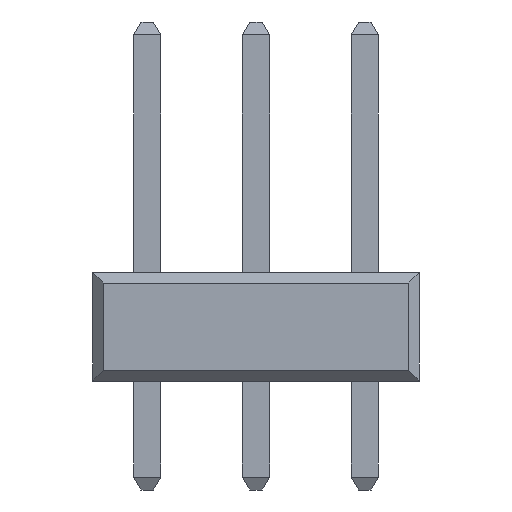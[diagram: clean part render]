
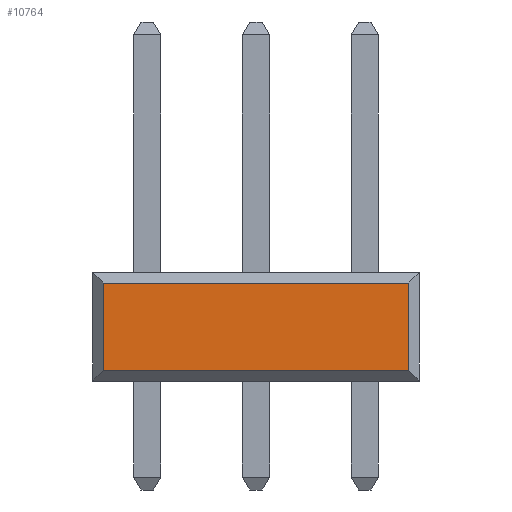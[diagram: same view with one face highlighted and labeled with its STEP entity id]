
A CAD part, left-side view. The second image highlights one B-rep face of the part: STEP entity #10764.
In plain terms, the highlighted planar face has unit normal (-1, 0, 0).
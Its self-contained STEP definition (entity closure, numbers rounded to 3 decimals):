
#302 = CARTESIAN_POINT ( 'NONE',  ( -10.16, -3.56, 2.54 ) ) ;
#1413 = ORIENTED_EDGE ( 'NONE', *, *, #8663, .T. ) ;
#1497 = CARTESIAN_POINT ( 'NONE',  ( -10.16, -3.56, 2.54 ) ) ;
#1527 = LINE ( 'NONE', #7526, #16758 ) ;
#1955 = CARTESIAN_POINT ( 'NONE',  ( -10.16, -3.56, 0.25 ) ) ;
#2245 = VERTEX_POINT ( 'NONE', #7834 ) ;
#2824 = EDGE_CURVE ( 'NONE', #2245, #19405, #8900, .T. ) ;
#5715 = ORIENTED_EDGE ( 'NONE', *, *, #13589, .T. ) ;
#5897 = ORIENTED_EDGE ( 'NONE', *, *, #19370, .T. ) ;
#6521 = CARTESIAN_POINT ( 'NONE',  ( -10.16, 3.56, 2.29 ) ) ;
#7526 = CARTESIAN_POINT ( 'NONE',  ( -10.16, 3.56, 2.54 ) ) ;
#7762 = VERTEX_POINT ( 'NONE', #14919 ) ;
#7834 = CARTESIAN_POINT ( 'NONE',  ( -10.16, -3.56, 2.29 ) ) ;
#7885 = DIRECTION ( 'NONE',  ( 0., 0., -1. ) ) ;
#8513 = ORIENTED_EDGE ( 'NONE', *, *, #2824, .F. ) ;
#8639 = EDGE_LOOP ( 'NONE', ( #5715, #5897, #8513, #1413 ) ) ;
#8663 = EDGE_CURVE ( 'NONE', #2245, #7762, #20596, .T. ) ;
#8900 = LINE ( 'NONE', #1497, #12345 ) ;
#9039 = VECTOR ( 'NONE', #13230, 1000. ) ;
#9933 = DIRECTION ( 'NONE',  ( 0., -1., 0. ) ) ;
#10764 = ADVANCED_FACE ( 'NONE', ( #20892 ), #17168, .F. ) ;
#12345 = VECTOR ( 'NONE', #7885, 1000. ) ;
#12941 = VECTOR ( 'NONE', #9933, 1000. ) ;
#13230 = DIRECTION ( 'NONE',  ( 0., 1., 0. ) ) ;
#13589 = EDGE_CURVE ( 'NONE', #7762, #21462, #1527, .T. ) ;
#13698 = DIRECTION ( 'NONE',  ( 1., 0., 0. ) ) ;
#14919 = CARTESIAN_POINT ( 'NONE',  ( -10.16, 3.56, 2.29 ) ) ;
#16758 = VECTOR ( 'NONE', #17600, 1000. ) ;
#17168 = PLANE ( 'NONE',  #18186 ) ;
#17447 = LINE ( 'NONE', #21659, #12941 ) ;
#17600 = DIRECTION ( 'NONE',  ( 0., 0., -1. ) ) ;
#18186 = AXIS2_PLACEMENT_3D ( 'NONE', #302, #13698, #18783 ) ;
#18783 = DIRECTION ( 'NONE',  ( 0., 1., 0. ) ) ;
#19370 = EDGE_CURVE ( 'NONE', #21462, #19405, #17447, .T. ) ;
#19405 = VERTEX_POINT ( 'NONE', #1955 ) ;
#20596 = LINE ( 'NONE', #6521, #9039 ) ;
#20776 = CARTESIAN_POINT ( 'NONE',  ( -10.16, 3.56, 0.25 ) ) ;
#20892 = FACE_OUTER_BOUND ( 'NONE', #8639, .T. ) ;
#21462 = VERTEX_POINT ( 'NONE', #20776 ) ;
#21659 = CARTESIAN_POINT ( 'NONE',  ( -10.16, -3.56, 0.25 ) ) ;
